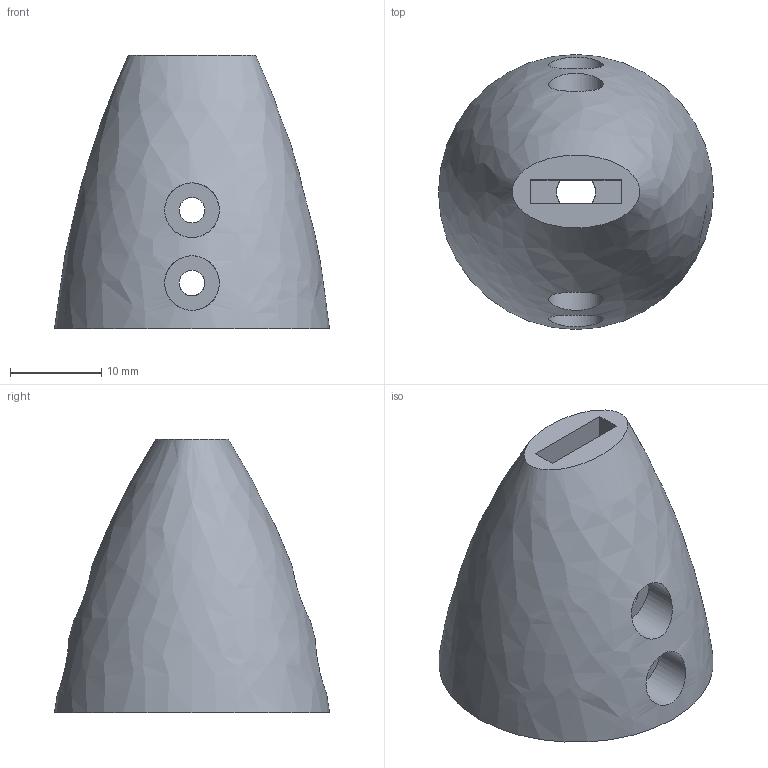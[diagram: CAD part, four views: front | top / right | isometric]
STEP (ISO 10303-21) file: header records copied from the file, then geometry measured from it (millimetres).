
FILE_DESCRIPTION(/* description */ (''),/* implementation_level */ '2;1');
FILE_NAME(/* name */ 'ForkHolder.step',/* time_stamp */ '2024-04-13T17:20:17+09:00',/* author */ (''),/* organization */ (''),/* preprocessor_version */ 'ST-DEVELOPER v20',/* originating_system */ 'Autodesk Translation Framework v12.20.1.177',/* authorisation */ '');
FILE_SCHEMA (('AUTOMOTIVE_DESIGN { 1 0 10303 214 3 1 1 }'));
Length unit declared in the file: millimetre
Products named in the file (1): ForkHolder
Bounding box: 30.2 x 30.2 x 30 mm (x, y, z)
Volume: 11565.6 mm3; surface area: 4171.8 mm2
Topology: 1 solids, 1 shells, 24 faces, 59 edges, 41 vertices
Faces by surface type: plane 14, cylinder 9, bspline 1
Full cylindrical faces by diameter (mm): 2.8 x4, 4.3 x1, 6 x4
Entity records: 1196 total; most frequent: CARTESIAN_POINT 579, ORIENTED_EDGE 118, DIRECTION 111, EDGE_CURVE 59, AXIS2_PLACEMENT_3D 43, VERTEX_POINT 41, EDGE_LOOP 38, LINE 25
